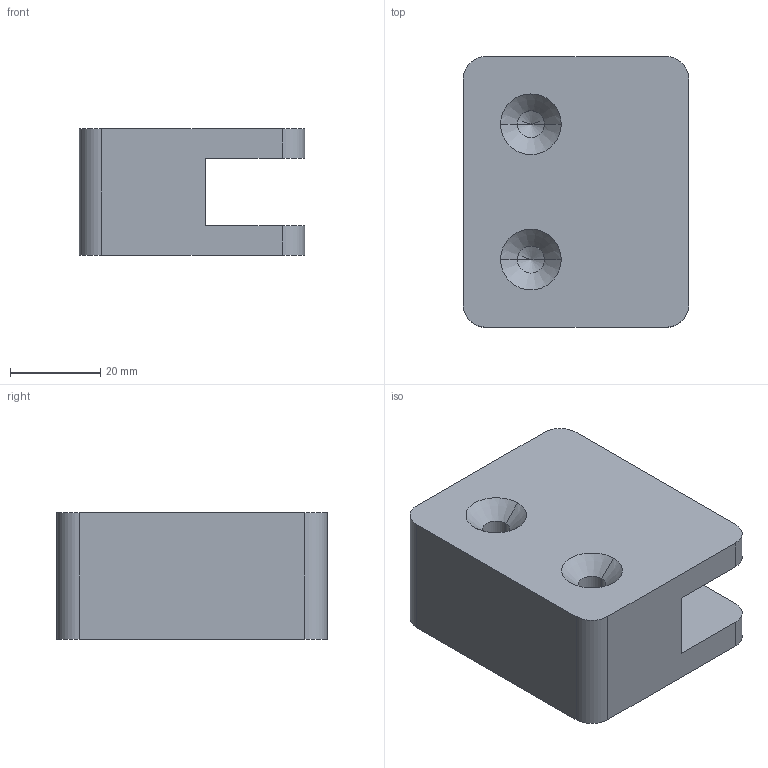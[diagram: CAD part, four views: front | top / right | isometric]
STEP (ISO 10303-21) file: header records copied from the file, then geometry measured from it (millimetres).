
FILE_DESCRIPTION((''),'2;1');
FILE_NAME('MODELL_21XX','2019-04-16T09:27:16',('wgogel'),('Gerresheimer Regensburg GmbH'),'CREO PARAMETRIC BY PTC INC, 2018190','CREO PARAMETRIC BY PTC INC, 2018190','');
FILE_SCHEMA(('CONFIG_CONTROL_DESIGN','SHAPE_APPEARANCE_LAYERS_GROUPS'));
Length unit declared in the file: millimetre
Products named in the file (1): MODELL_21XX
Bounding box: 50 x 60 x 28 mm (x, y, z)
Volume: 62565.7 mm3; surface area: 14390.7 mm2
Topology: 1 solids, 1 shells, 28 faces, 75 edges, 52 vertices
Faces by surface type: plane 10, cylinder 10, cone 8
Entity records: 954 total; most frequent: DIRECTION 157, CARTESIAN_POINT 144, ORIENTED_EDGE 132, EDGE_CURVE 66, AXIS2_PLACEMENT_3D 55, VECTOR 47, LINE 47, VERTEX_POINT 42
